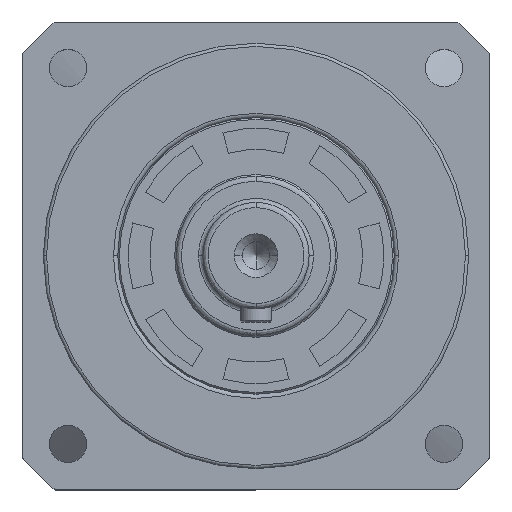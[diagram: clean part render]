
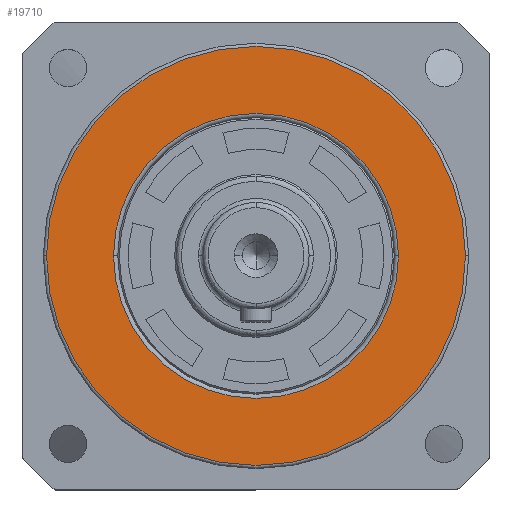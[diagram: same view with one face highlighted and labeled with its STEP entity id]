
A CAD part, top view. The second image highlights one B-rep face of the part: STEP entity #19710.
In plain terms, the highlighted planar face has unit normal (0, 0, 1).
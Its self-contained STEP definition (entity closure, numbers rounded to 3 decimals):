
#677 = AXIS2_PLACEMENT_3D ( 'NONE', #19195, #46980, #23196 ) ;
#3297 = FACE_BOUND ( 'NONE', #23250, .T. ) ;
#4035 = DIRECTION ( 'NONE',  ( 0., 0., -1. ) ) ;
#5268 = CARTESIAN_POINT ( 'NONE',  ( 39.4, 0., 44.5 ) ) ;
#7037 = VERTEX_POINT ( 'NONE', #5268 ) ;
#7395 = DIRECTION ( 'NONE',  ( 0., 0., 1. ) ) ;
#7642 = DIRECTION ( 'NONE',  ( 0., 0., -1. ) ) ;
#7997 = EDGE_CURVE ( 'NONE', #25114, #20560, #21480, .T. ) ;
#9608 = CIRCLE ( 'NONE', #38116, 39.4 ) ;
#10209 = EDGE_CURVE ( 'NONE', #44680, #7037, #9608, .T. ) ;
#10808 = ORIENTED_EDGE ( 'NONE', *, *, #36898, .F. ) ;
#16573 = ORIENTED_EDGE ( 'NONE', *, *, #10209, .F. ) ;
#19195 = CARTESIAN_POINT ( 'NONE',  ( 0., 0., 44.5 ) ) ;
#19423 = ORIENTED_EDGE ( 'NONE', *, *, #7997, .T. ) ;
#19629 = EDGE_LOOP ( 'NONE', ( #10808, #16573 ) ) ;
#19710 = ADVANCED_FACE ( 'NONE', ( #21966, #3297 ), #27205, .T. ) ;
#20560 = VERTEX_POINT ( 'NONE', #30051 ) ;
#20684 = DIRECTION ( 'NONE',  ( 0., 0., -1. ) ) ;
#21167 = CIRCLE ( 'NONE', #677, 39.4 ) ;
#21480 = CIRCLE ( 'NONE', #45086, 26.8 ) ;
#21966 = FACE_OUTER_BOUND ( 'NONE', #19629, .T. ) ;
#23196 = DIRECTION ( 'NONE',  ( 1., 0., 0. ) ) ;
#23250 = EDGE_LOOP ( 'NONE', ( #19423, #24787 ) ) ;
#23713 = AXIS2_PLACEMENT_3D ( 'NONE', #39012, #7395, #35180 ) ;
#24126 = EDGE_CURVE ( 'NONE', #20560, #25114, #28010, .T. ) ;
#24787 = ORIENTED_EDGE ( 'NONE', *, *, #24126, .T. ) ;
#25114 = VERTEX_POINT ( 'NONE', #34561 ) ;
#27205 = PLANE ( 'NONE',  #23713 ) ;
#27832 = CARTESIAN_POINT ( 'NONE',  ( 0., 0., 44.5 ) ) ;
#28010 = CIRCLE ( 'NONE', #47440, 26.8 ) ;
#30051 = CARTESIAN_POINT ( 'NONE',  ( -26.8, 0., 44.5 ) ) ;
#31419 = CARTESIAN_POINT ( 'NONE',  ( 0., 0., 44.5 ) ) ;
#31817 = DIRECTION ( 'NONE',  ( 1., 0., 0. ) ) ;
#34561 = CARTESIAN_POINT ( 'NONE',  ( 26.8, 0., 44.5 ) ) ;
#35180 = DIRECTION ( 'NONE',  ( 1., 0., 0. ) ) ;
#35410 = DIRECTION ( 'NONE',  ( 1., 0., 0. ) ) ;
#36612 = CARTESIAN_POINT ( 'NONE',  ( -39.4, 0., 44.5 ) ) ;
#36898 = EDGE_CURVE ( 'NONE', #7037, #44680, #21167, .T. ) ;
#38116 = AXIS2_PLACEMENT_3D ( 'NONE', #31419, #7642, #35410 ) ;
#39012 = CARTESIAN_POINT ( 'NONE',  ( 0., 0., 44.5 ) ) ;
#44467 = CARTESIAN_POINT ( 'NONE',  ( 0., 0., 44.5 ) ) ;
#44680 = VERTEX_POINT ( 'NONE', #36612 ) ;
#45086 = AXIS2_PLACEMENT_3D ( 'NONE', #44467, #20684, #48453 ) ;
#46980 = DIRECTION ( 'NONE',  ( 0., 0., -1. ) ) ;
#47440 = AXIS2_PLACEMENT_3D ( 'NONE', #27832, #4035, #31817 ) ;
#48453 = DIRECTION ( 'NONE',  ( 1., 0., 0. ) ) ;
